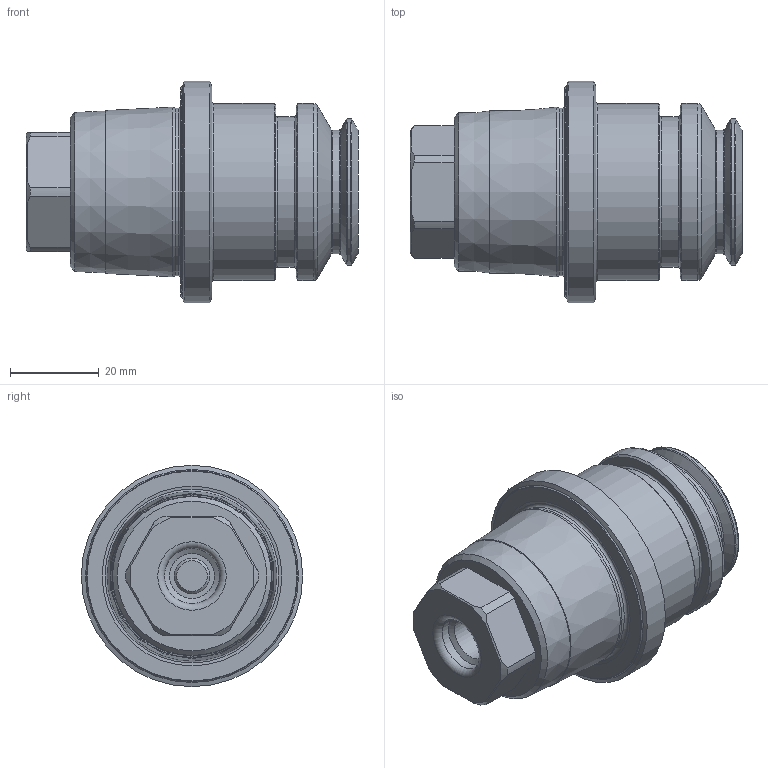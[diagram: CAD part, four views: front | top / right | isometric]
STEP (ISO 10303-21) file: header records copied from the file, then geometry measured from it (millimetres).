
FILE_DESCRIPTION(/* description */ ('Unknown'),/* implementation_level */ '2;1');
FILE_NAME(/* name */ '899900901',/* time_stamp */ '2023-08-18T09:44:59+02:00',/* author */ ('Unknown'),/* organization */ ('Unknown'),/* preprocessor_version */ 'ST-DEVELOPER v16.7',/* originating_system */ 'DEX',/* authorisation */ $);
FILE_SCHEMA (('AUTOMOTIVE_DESIGN {1 0 10303 214 3 1 1}'));
Length unit declared in the file: millimetre
Products named in the file (1): 0028252
Bounding box: 75 x 50 x 50 mm (x, y, z)
Volume: 80342.4 mm3; surface area: 22998.6 mm2
Topology: 2 solids, 2 shells, 90 faces, 200 edges, 124 vertices
Faces by surface type: cone 28, plane 26, cylinder 20, torus 16
Full cylindrical faces by diameter (mm): 8 x1, 10.106 x1, 12.5 x1, 23.8 x2, 24.7 x1, 25 x1, 28 x1, 33 x1, 34 x1, 37.91 x1, 40 x2, 50 x1
Entity records: 2796 total; most frequent: CARTESIAN_POINT 411, DIRECTION 376, ORIENTED_EDGE 272, AXIS2_PLACEMENT_3D 173, EDGE_LOOP 154, FACE_BOUND 154, EDGE_CURVE 136, VERTEX_POINT 112
